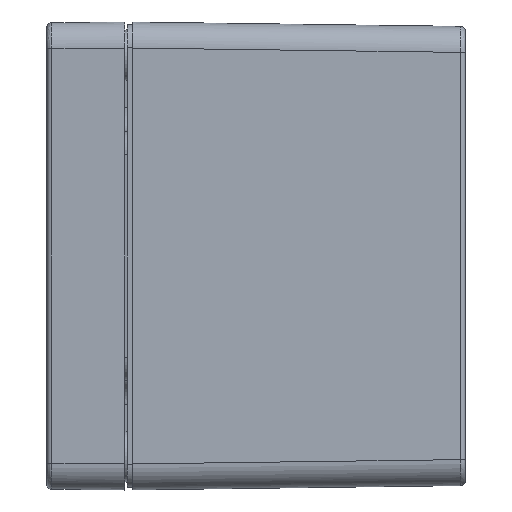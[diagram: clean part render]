
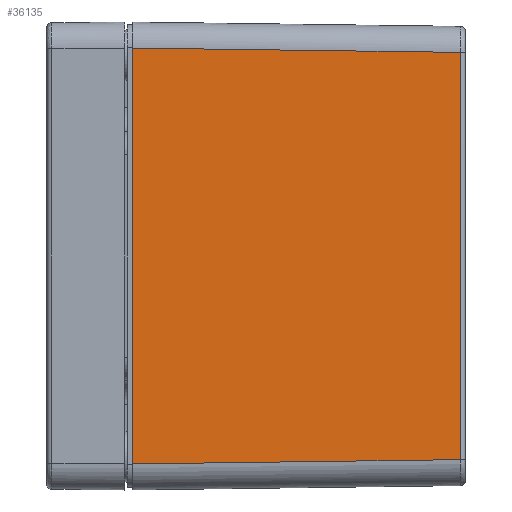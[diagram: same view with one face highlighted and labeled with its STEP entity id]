
A CAD part, left-side view. The second image highlights one B-rep face of the part: STEP entity #36135.
In plain terms, the highlighted planar face has unit normal (-1, -0.013, 0).
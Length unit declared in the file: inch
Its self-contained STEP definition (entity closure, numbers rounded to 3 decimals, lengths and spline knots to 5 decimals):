
#604 = DIRECTION ( 'NONE',  ( -0.013, 1., 0.013 ) ) ;
#2783 = LINE ( 'NONE', #3307, #49531 ) ;
#3307 = CARTESIAN_POINT ( 'NONE',  ( -0.50057, -0.02834, -0.28022 ) ) ;
#5328 = ORIENTED_EDGE ( 'NONE', *, *, #31067, .F. ) ;
#6846 = EDGE_LOOP ( 'NONE', ( #7634, #45237, #21972, #5328 ) ) ;
#7634 = ORIENTED_EDGE ( 'NONE', *, *, #42091, .F. ) ;
#7822 = VECTOR ( 'NONE', #49777, 39.37008 ) ;
#8982 = PLANE ( 'NONE',  #45199 ) ;
#10560 = CARTESIAN_POINT ( 'NONE',  ( -0.46795, -2.5202, 0.4084 ) ) ;
#11968 = VERTEX_POINT ( 'NONE', #52154 ) ;
#13531 = FACE_OUTER_BOUND ( 'NONE', #6846, .T. ) ;
#13787 = VECTOR ( 'NONE', #604, 39.37008 ) ;
#18480 = CARTESIAN_POINT ( 'NONE',  ( -0.50043, -0.03937, 2.86853 ) ) ;
#18876 = LINE ( 'NONE', #10560, #46358 ) ;
#19189 = VERTEX_POINT ( 'NONE', #37300 ) ;
#19592 = VERTEX_POINT ( 'NONE', #38250 ) ;
#19676 = DIRECTION ( 'NONE',  ( -0.013, 1., -0.013 ) ) ;
#21972 = ORIENTED_EDGE ( 'NONE', *, *, #46145, .T. ) ;
#22050 = CARTESIAN_POINT ( 'NONE',  ( -0.46795, -2.5202, 2.83606 ) ) ;
#25613 = CARTESIAN_POINT ( 'NONE',  ( -0.50095, 0., -0.47743 ) ) ;
#30368 = VERTEX_POINT ( 'NONE', #18480 ) ;
#31067 = EDGE_CURVE ( 'NONE', #19592, #19189, #2783, .T. ) ;
#36135 = ADVANCED_FACE ( 'NONE', ( #13531 ), #8982, .T. ) ;
#37300 = CARTESIAN_POINT ( 'NONE',  ( -0.50043, -0.03937, -0.28008 ) ) ;
#38250 = CARTESIAN_POINT ( 'NONE',  ( -0.46795, -2.5202, -0.2476 ) ) ;
#39785 = DIRECTION ( 'NONE',  ( 0., 0., -1. ) ) ;
#40926 = LINE ( 'NONE', #52716, #7822 ) ;
#41491 = EDGE_CURVE ( 'NONE', #11968, #30368, #46177, .T. ) ;
#42091 = EDGE_CURVE ( 'NONE', #11968, #19592, #18876, .T. ) ;
#45199 = AXIS2_PLACEMENT_3D ( 'NONE', #25613, #46244, #45981 ) ;
#45237 = ORIENTED_EDGE ( 'NONE', *, *, #41491, .T. ) ;
#45981 = DIRECTION ( 'NONE',  ( -0.013, 1., 0. ) ) ;
#46145 = EDGE_CURVE ( 'NONE', #30368, #19189, #40926, .T. ) ;
#46177 = LINE ( 'NONE', #22050, #13787 ) ;
#46244 = DIRECTION ( 'NONE',  ( -1., -0.013, 0. ) ) ;
#46358 = VECTOR ( 'NONE', #39785, 39.37008 ) ;
#49531 = VECTOR ( 'NONE', #19676, 39.37008 ) ;
#49777 = DIRECTION ( 'NONE',  ( 0., 0., -1. ) ) ;
#52154 = CARTESIAN_POINT ( 'NONE',  ( -0.46795, -2.5202, 2.83606 ) ) ;
#52716 = CARTESIAN_POINT ( 'NONE',  ( -0.50043, -0.03937, -0.47743 ) ) ;
